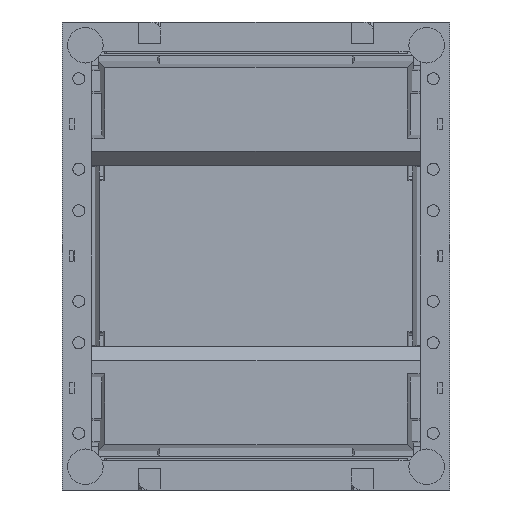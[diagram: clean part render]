
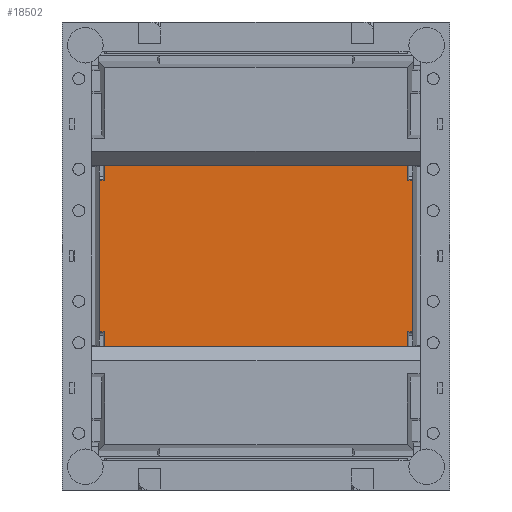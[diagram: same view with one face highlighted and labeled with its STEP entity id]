
A CAD part, front view. The second image highlights one B-rep face of the part: STEP entity #18502.
In plain terms, the highlighted face is planar.
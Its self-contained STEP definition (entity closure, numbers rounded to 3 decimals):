
#17082=CARTESIAN_POINT('Vertex',(52.25,-56.,-3.3)) ;
#17085=CARTESIAN_POINT('Line Origine',(58.525,-56.,-3.3)) ;
#17089=CARTESIAN_POINT('Vertex',(64.8,-56.,-3.3)) ;
#17208=CARTESIAN_POINT('Vertex',(64.8,56.,-3.3)) ;
#17211=CARTESIAN_POINT('Line Origine',(58.525,56.,-3.3)) ;
#17215=CARTESIAN_POINT('Vertex',(52.25,56.,-3.3)) ;
#17270=CARTESIAN_POINT('Vertex',(52.25,-85.76,-3.3)) ;
#17273=CARTESIAN_POINT('Line Origine',(52.25,-70.88,-3.3)) ;
#17283=CARTESIAN_POINT('Line Origine',(52.25,70.88,-3.3)) ;
#17287=CARTESIAN_POINT('Vertex',(52.25,85.76,-3.3)) ;
#17407=CARTESIAN_POINT('Vertex',(-42.651,-88.069,-3.3)) ;
#17410=CARTESIAN_POINT('Line Origine',(0.,-88.069,-3.3)) ;
#17414=CARTESIAN_POINT('Vertex',(42.651,-88.069,-3.3)) ;
#17514=CARTESIAN_POINT('Vertex',(-52.25,85.76,-3.3)) ;
#17517=CARTESIAN_POINT('Line Origine',(-52.25,70.88,-3.3)) ;
#17521=CARTESIAN_POINT('Vertex',(-52.25,56.,-3.3)) ;
#17542=CARTESIAN_POINT('Vertex',(-52.25,-56.,-3.3)) ;
#17545=CARTESIAN_POINT('Line Origine',(-52.25,-70.88,-3.3)) ;
#17549=CARTESIAN_POINT('Vertex',(-52.25,-85.76,-3.3)) ;
#17728=CARTESIAN_POINT('Vertex',(42.651,88.069,-3.3)) ;
#17731=CARTESIAN_POINT('Line Origine',(0.,88.069,-3.3)) ;
#17735=CARTESIAN_POINT('Vertex',(-42.651,88.069,-3.3)) ;
#18396=CARTESIAN_POINT('Line Origine',(64.8,0.,-3.3)) ;
#18408=CARTESIAN_POINT('Axis2P3D Location',(0.,0.,-3.3)) ;
#18413=CARTESIAN_POINT('Line Origine',(-42.651,-86.915,-3.3)) ;
#18417=CARTESIAN_POINT('Vertex',(-42.651,-85.76,-3.3)) ;
#18420=CARTESIAN_POINT('Line Origine',(-47.451,-85.76,-3.3)) ;
#18425=CARTESIAN_POINT('Line Origine',(-58.525,-56.,-3.3)) ;
#18429=CARTESIAN_POINT('Vertex',(-64.8,-56.,-3.3)) ;
#18432=CARTESIAN_POINT('Line Origine',(-64.8,0.,-3.3)) ;
#18436=CARTESIAN_POINT('Vertex',(-64.8,56.,-3.3)) ;
#18439=CARTESIAN_POINT('Line Origine',(-58.525,56.,-3.3)) ;
#18444=CARTESIAN_POINT('Line Origine',(-47.451,85.76,-3.3)) ;
#18448=CARTESIAN_POINT('Vertex',(-42.651,85.76,-3.3)) ;
#18451=CARTESIAN_POINT('Line Origine',(-42.651,86.915,-3.3)) ;
#18456=CARTESIAN_POINT('Line Origine',(42.651,86.915,-3.3)) ;
#18460=CARTESIAN_POINT('Vertex',(42.651,85.76,-3.3)) ;
#18463=CARTESIAN_POINT('Line Origine',(47.451,85.76,-3.3)) ;
#18468=CARTESIAN_POINT('Line Origine',(47.451,-85.76,-3.3)) ;
#18472=CARTESIAN_POINT('Vertex',(42.651,-85.76,-3.3)) ;
#18475=CARTESIAN_POINT('Line Origine',(42.651,-86.915,-3.3)) ;
#17087=VECTOR('Line Direction',#17086,1.) ;
#17213=VECTOR('Line Direction',#17212,1.) ;
#17275=VECTOR('Line Direction',#17274,1.) ;
#17285=VECTOR('Line Direction',#17284,1.) ;
#17412=VECTOR('Line Direction',#17411,1.) ;
#17519=VECTOR('Line Direction',#17518,1.) ;
#17547=VECTOR('Line Direction',#17546,1.) ;
#17733=VECTOR('Line Direction',#17732,1.) ;
#18398=VECTOR('Line Direction',#18397,1.) ;
#18415=VECTOR('Line Direction',#18414,1.) ;
#18422=VECTOR('Line Direction',#18421,1.) ;
#18427=VECTOR('Line Direction',#18426,1.) ;
#18434=VECTOR('Line Direction',#18433,1.) ;
#18441=VECTOR('Line Direction',#18440,1.) ;
#18446=VECTOR('Line Direction',#18445,1.) ;
#18453=VECTOR('Line Direction',#18452,1.) ;
#18458=VECTOR('Line Direction',#18457,1.) ;
#18465=VECTOR('Line Direction',#18464,1.) ;
#18470=VECTOR('Line Direction',#18469,1.) ;
#18477=VECTOR('Line Direction',#18476,1.) ;
#17086=DIRECTION('Vector Direction',(-1.,0.,0.)) ;
#17212=DIRECTION('Vector Direction',(-1.,0.,0.)) ;
#17274=DIRECTION('Vector Direction',(0.,-1.,0.)) ;
#17284=DIRECTION('Vector Direction',(0.,-1.,0.)) ;
#17411=DIRECTION('Vector Direction',(-1.,0.,0.)) ;
#17518=DIRECTION('Vector Direction',(0.,-1.,0.)) ;
#17546=DIRECTION('Vector Direction',(0.,-1.,0.)) ;
#17732=DIRECTION('Vector Direction',(-1.,0.,0.)) ;
#18397=DIRECTION('Vector Direction',(0.,1.,0.)) ;
#18409=DIRECTION('Axis2P3D Direction',(0.,0.,1.)) ;
#18410=DIRECTION('Axis2P3D XDirection',(1.,0.,0.)) ;
#18414=DIRECTION('Vector Direction',(0.,-1.,0.)) ;
#18421=DIRECTION('Vector Direction',(-1.,0.,0.)) ;
#18426=DIRECTION('Vector Direction',(1.,0.,0.)) ;
#18433=DIRECTION('Vector Direction',(0.,1.,0.)) ;
#18440=DIRECTION('Vector Direction',(1.,0.,0.)) ;
#18445=DIRECTION('Vector Direction',(-1.,0.,0.)) ;
#18452=DIRECTION('Vector Direction',(0.,1.,0.)) ;
#18457=DIRECTION('Vector Direction',(0.,1.,0.)) ;
#18464=DIRECTION('Vector Direction',(-1.,0.,0.)) ;
#18469=DIRECTION('Vector Direction',(-1.,0.,0.)) ;
#18476=DIRECTION('Vector Direction',(0.,-1.,0.)) ;
#18411=AXIS2_PLACEMENT_3D('Plane Axis2P3D',#18408,#18409,#18410) ;
#17088=LINE('Line',#17085,#17087) ;
#17214=LINE('Line',#17211,#17213) ;
#17276=LINE('Line',#17273,#17275) ;
#17286=LINE('Line',#17283,#17285) ;
#17413=LINE('Line',#17410,#17412) ;
#17520=LINE('Line',#17517,#17519) ;
#17548=LINE('Line',#17545,#17547) ;
#17734=LINE('Line',#17731,#17733) ;
#18399=LINE('Line',#18396,#18398) ;
#18416=LINE('Line',#18413,#18415) ;
#18423=LINE('Line',#18420,#18422) ;
#18428=LINE('Line',#18425,#18427) ;
#18435=LINE('Line',#18432,#18434) ;
#18442=LINE('Line',#18439,#18441) ;
#18447=LINE('Line',#18444,#18446) ;
#18454=LINE('Line',#18451,#18453) ;
#18459=LINE('Line',#18456,#18458) ;
#18466=LINE('Line',#18463,#18465) ;
#18471=LINE('Line',#18468,#18470) ;
#18478=LINE('Line',#18475,#18477) ;
#18412=PLANE('',#18411) ;
#17091=EDGE_CURVE('',#17090,#17083,#17088,.T.) ;
#17217=EDGE_CURVE('',#17209,#17216,#17214,.T.) ;
#17277=EDGE_CURVE('',#17083,#17271,#17276,.T.) ;
#17289=EDGE_CURVE('',#17288,#17216,#17286,.T.) ;
#17416=EDGE_CURVE('',#17415,#17408,#17413,.T.) ;
#17523=EDGE_CURVE('',#17515,#17522,#17520,.T.) ;
#17551=EDGE_CURVE('',#17543,#17550,#17548,.T.) ;
#17737=EDGE_CURVE('',#17729,#17736,#17734,.T.) ;
#18400=EDGE_CURVE('',#17090,#17209,#18399,.T.) ;
#18419=EDGE_CURVE('',#18418,#17408,#18416,.T.) ;
#18424=EDGE_CURVE('',#18418,#17550,#18423,.T.) ;
#18431=EDGE_CURVE('',#17543,#18430,#18428,.F.) ;
#18438=EDGE_CURVE('',#18430,#18437,#18435,.T.) ;
#18443=EDGE_CURVE('',#17522,#18437,#18442,.F.) ;
#18450=EDGE_CURVE('',#18449,#17515,#18447,.T.) ;
#18455=EDGE_CURVE('',#18449,#17736,#18454,.T.) ;
#18462=EDGE_CURVE('',#18461,#17729,#18459,.T.) ;
#18467=EDGE_CURVE('',#17288,#18461,#18466,.T.) ;
#18474=EDGE_CURVE('',#17271,#18473,#18471,.T.) ;
#18479=EDGE_CURVE('',#18473,#17415,#18478,.T.) ;
#18481=ORIENTED_EDGE('',*,*,#18419,.F.) ;
#18482=ORIENTED_EDGE('',*,*,#18424,.T.) ;
#18483=ORIENTED_EDGE('',*,*,#17551,.F.) ;
#18484=ORIENTED_EDGE('',*,*,#18431,.T.) ;
#18485=ORIENTED_EDGE('',*,*,#18438,.T.) ;
#18486=ORIENTED_EDGE('',*,*,#18443,.F.) ;
#18487=ORIENTED_EDGE('',*,*,#17523,.F.) ;
#18488=ORIENTED_EDGE('',*,*,#18450,.F.) ;
#18489=ORIENTED_EDGE('',*,*,#18455,.T.) ;
#18490=ORIENTED_EDGE('',*,*,#17737,.F.) ;
#18491=ORIENTED_EDGE('',*,*,#18462,.F.) ;
#18492=ORIENTED_EDGE('',*,*,#18467,.F.) ;
#18493=ORIENTED_EDGE('',*,*,#17289,.T.) ;
#18494=ORIENTED_EDGE('',*,*,#17217,.F.) ;
#18495=ORIENTED_EDGE('',*,*,#18400,.F.) ;
#18496=ORIENTED_EDGE('',*,*,#17091,.T.) ;
#18497=ORIENTED_EDGE('',*,*,#17277,.T.) ;
#18498=ORIENTED_EDGE('',*,*,#18474,.T.) ;
#18499=ORIENTED_EDGE('',*,*,#18479,.T.) ;
#18500=ORIENTED_EDGE('',*,*,#17416,.T.) ;
#18480=EDGE_LOOP('',(#18481,#18482,#18483,#18484,#18485,#18486,#18487,#18488,#18489,#18490,#18491,#18492,#18493,#18494,#18495,#18496,#18497,#18498,#18499,#18500)) ;
#17083=VERTEX_POINT('',#17082) ;
#17090=VERTEX_POINT('',#17089) ;
#17209=VERTEX_POINT('',#17208) ;
#17216=VERTEX_POINT('',#17215) ;
#17271=VERTEX_POINT('',#17270) ;
#17288=VERTEX_POINT('',#17287) ;
#17408=VERTEX_POINT('',#17407) ;
#17415=VERTEX_POINT('',#17414) ;
#17515=VERTEX_POINT('',#17514) ;
#17522=VERTEX_POINT('',#17521) ;
#17543=VERTEX_POINT('',#17542) ;
#17550=VERTEX_POINT('',#17549) ;
#17729=VERTEX_POINT('',#17728) ;
#17736=VERTEX_POINT('',#17735) ;
#18418=VERTEX_POINT('',#18417) ;
#18430=VERTEX_POINT('',#18429) ;
#18437=VERTEX_POINT('',#18436) ;
#18449=VERTEX_POINT('',#18448) ;
#18461=VERTEX_POINT('',#18460) ;
#18473=VERTEX_POINT('',#18472) ;
#18502=ADVANCED_FACE('Corps principal',(#18501),#18412,.F.) ;
#18501=FACE_OUTER_BOUND('',#18480,.T.) ;
